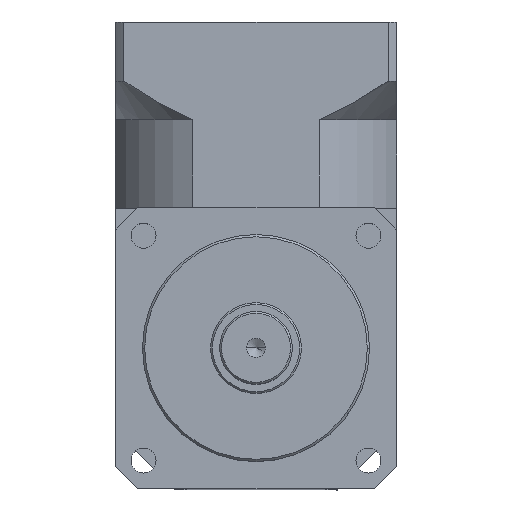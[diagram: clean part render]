
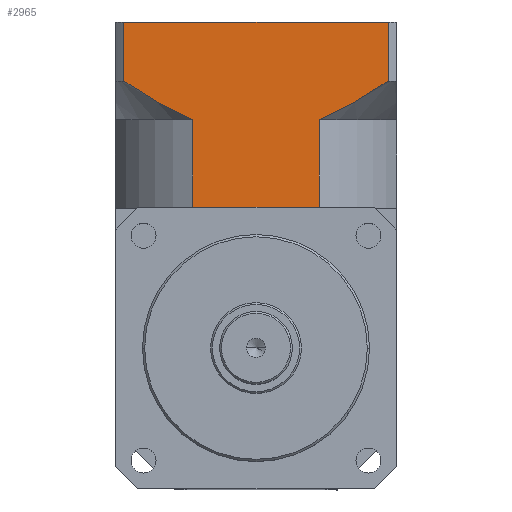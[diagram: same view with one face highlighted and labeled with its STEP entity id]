
A CAD part, top view. The second image highlights one B-rep face of the part: STEP entity #2965.
In plain terms, the highlighted planar face has unit normal (0, 0, 1).
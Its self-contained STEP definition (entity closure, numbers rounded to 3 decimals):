
#28 = CARTESIAN_POINT ( 'NONE',  ( 405.024, 218.465, -51.8 ) ) ;
#82 = CARTESIAN_POINT ( 'NONE',  ( 400.194, 202.265, -51.8 ) ) ;
#92 = PLANE ( 'NONE',  #1885 ) ;
#99 = CARTESIAN_POINT ( 'NONE',  ( 346.877, 205.465, -51.8 ) ) ;
#222 = CARTESIAN_POINT ( 'NONE',  ( 361.986, 196.965, -51.8 ) ) ;
#253 = DIRECTION ( 'NONE',  ( 0., -1., 0. ) ) ;
#265 = EDGE_LOOP ( 'NONE', ( #1850, #2170, #2835, #3376, #3795, #2644, #269, #1198 ) ) ;
#269 = ORIENTED_EDGE ( 'NONE', *, *, #2590, .T. ) ;
#324 = CARTESIAN_POINT ( 'NONE',  ( 389.915, 192.465, -51.8 ) ) ;
#351 = DIRECTION ( 'NONE',  ( 1., 0., 0. ) ) ;
#388 = CARTESIAN_POINT ( 'NONE',  ( 389.915, 196.965, -51.8 ) ) ;
#404 = CARTESIAN_POINT ( 'NONE',  ( 405.024, 205.465, -51.8 ) ) ;
#475 = CARTESIAN_POINT ( 'NONE',  ( 406.951, 218.465, -51.8 ) ) ;
#645 = DIRECTION ( 'NONE',  ( 0., 1., 0. ) ) ;
#663 = LINE ( 'NONE', #1969, #3354 ) ;
#708 = EDGE_CURVE ( 'NONE', #2391, #1807, #1650, .T. ) ;
#763 = CARTESIAN_POINT ( 'NONE',  ( 361.986, 177.465, -51.8 ) ) ;
#775 = VECTOR ( 'NONE', #1460, 1000. ) ;
#913 = VERTEX_POINT ( 'NONE', #2548 ) ;
#986 = CARTESIAN_POINT ( 'NONE',  ( 346.877, 177.465, -51.8 ) ) ;
#989 = CARTESIAN_POINT ( 'NONE',  ( 361.986, 196.965, -51.8 ) ) ;
#1059 = CARTESIAN_POINT ( 'NONE',  ( 406.951, 218.465, -51.8 ) ) ;
#1076 = VECTOR ( 'NONE', #253, 1000. ) ;
#1108 = VECTOR ( 'NONE', #645, 1000. ) ;
#1140 = CARTESIAN_POINT ( 'NONE',  ( 346.877, 218.465, -51.8 ) ) ;
#1190 = CARTESIAN_POINT ( 'NONE',  ( 346.877, 205.465, -51.8 ) ) ;
#1198 = ORIENTED_EDGE ( 'NONE', *, *, #2084, .T. ) ;
#1393 = DIRECTION ( 'NONE',  ( -1., 0., 0. ) ) ;
#1460 = DIRECTION ( 'NONE',  ( 0., 1., 0. ) ) ;
#1467 = DIRECTION ( 'NONE',  ( 1., 0., 0. ) ) ;
#1491 = DIRECTION ( 'NONE',  ( 0., -1., 0. ) ) ;
#1517 = CARTESIAN_POINT ( 'NONE',  ( 351.708, 202.265, -51.8 ) ) ;
#1588 = VERTEX_POINT ( 'NONE', #2975 ) ;
#1650 = LINE ( 'NONE', #986, #775 ) ;
#1699 = CARTESIAN_POINT ( 'NONE',  ( 392.578, 198.125, -51.8 ) ) ;
#1788 = LINE ( 'NONE', #3768, #2670 ) ;
#1807 = VERTEX_POINT ( 'NONE', #1140 ) ;
#1809 = EDGE_CURVE ( 'NONE', #1807, #2083, #4075, .T. ) ;
#1850 = ORIENTED_EDGE ( 'NONE', *, *, #3501, .T. ) ;
#1851 = CARTESIAN_POINT ( 'NONE',  ( 356.737, 199.419, -51.8 ) ) ;
#1885 = AXIS2_PLACEMENT_3D ( 'NONE', #1059, #3370, #1393 ) ;
#1938 = LINE ( 'NONE', #2545, #1076 ) ;
#1968 = EDGE_CURVE ( 'NONE', #2083, #913, #1938, .T. ) ;
#1969 = CARTESIAN_POINT ( 'NONE',  ( 406.951, 177.465, -51.8 ) ) ;
#2028 = CARTESIAN_POINT ( 'NONE',  ( 396.435, 200.107, -51.8 ) ) ;
#2080 = VERTEX_POINT ( 'NONE', #3600 ) ;
#2083 = VERTEX_POINT ( 'NONE', #28 ) ;
#2084 = EDGE_CURVE ( 'NONE', #2469, #2080, #663, .T. ) ;
#2170 = ORIENTED_EDGE ( 'NONE', *, *, #3810, .T. ) ;
#2181 = CARTESIAN_POINT ( 'NONE',  ( 360.64, 197.518, -51.8 ) ) ;
#2194 = FACE_OUTER_BOUND ( 'NONE', #265, .T. ) ;
#2359 = CARTESIAN_POINT ( 'NONE',  ( 402.63, 203.827, -51.8 ) ) ;
#2391 = VERTEX_POINT ( 'NONE', #99 ) ;
#2469 = VERTEX_POINT ( 'NONE', #763 ) ;
#2545 = CARTESIAN_POINT ( 'NONE',  ( 405.024, 177.465, -51.8 ) ) ;
#2548 = CARTESIAN_POINT ( 'NONE',  ( 405.024, 205.465, -51.8 ) ) ;
#2590 = EDGE_CURVE ( 'NONE', #3742, #2469, #1788, .T. ) ;
#2630 = EDGE_CURVE ( 'NONE', #2391, #3742, #2650, .T. ) ;
#2644 = ORIENTED_EDGE ( 'NONE', *, *, #2630, .T. ) ;
#2650 = B_SPLINE_CURVE_WITH_KNOTS ( 'NONE', 3,
 ( #1190, #3159, #1517, #3798, #1851, #4119, #2181, #222 ),
 .UNSPECIFIED., .F., .F.,
 ( 4, 2, 2, 4 ),
 ( 0., 0.009, 0.013, 0.017 ),
 .UNSPECIFIED. ) ;
#2670 = VECTOR ( 'NONE', #1491, 1000. ) ;
#2764 = B_SPLINE_CURVE_WITH_KNOTS ( 'NONE', 3,
 ( #388, #3340, #1699, #3973, #2028, #82, #2359, #404 ),
 .UNSPECIFIED., .F., .F.,
 ( 4, 2, 2, 4 ),
 ( 0., 0.004, 0.009, 0.017 ),
 .UNSPECIFIED. ) ;
#2835 = ORIENTED_EDGE ( 'NONE', *, *, #1968, .F. ) ;
#2965 = ADVANCED_FACE ( 'NONE', ( #2194 ), #92, .F. ) ;
#2975 = CARTESIAN_POINT ( 'NONE',  ( 389.915, 196.965, -51.8 ) ) ;
#3159 = CARTESIAN_POINT ( 'NONE',  ( 349.271, 203.827, -51.8 ) ) ;
#3227 = VECTOR ( 'NONE', #1467, 1000. ) ;
#3340 = CARTESIAN_POINT ( 'NONE',  ( 391.261, 197.518, -51.8 ) ) ;
#3354 = VECTOR ( 'NONE', #351, 1000. ) ;
#3370 = DIRECTION ( 'NONE',  ( 0., 0., -1. ) ) ;
#3376 = ORIENTED_EDGE ( 'NONE', *, *, #1809, .F. ) ;
#3501 = EDGE_CURVE ( 'NONE', #2080, #1588, #3619, .T. ) ;
#3600 = CARTESIAN_POINT ( 'NONE',  ( 389.915, 177.465, -51.8 ) ) ;
#3619 = LINE ( 'NONE', #324, #1108 ) ;
#3742 = VERTEX_POINT ( 'NONE', #989 ) ;
#3768 = CARTESIAN_POINT ( 'NONE',  ( 361.986, 192.465, -51.8 ) ) ;
#3795 = ORIENTED_EDGE ( 'NONE', *, *, #708, .F. ) ;
#3798 = CARTESIAN_POINT ( 'NONE',  ( 355.466, 200.107, -51.8 ) ) ;
#3810 = EDGE_CURVE ( 'NONE', #1588, #913, #2764, .T. ) ;
#3973 = CARTESIAN_POINT ( 'NONE',  ( 395.164, 199.419, -51.8 ) ) ;
#4075 = LINE ( 'NONE', #475, #3227 ) ;
#4119 = CARTESIAN_POINT ( 'NONE',  ( 359.324, 198.125, -51.8 ) ) ;
